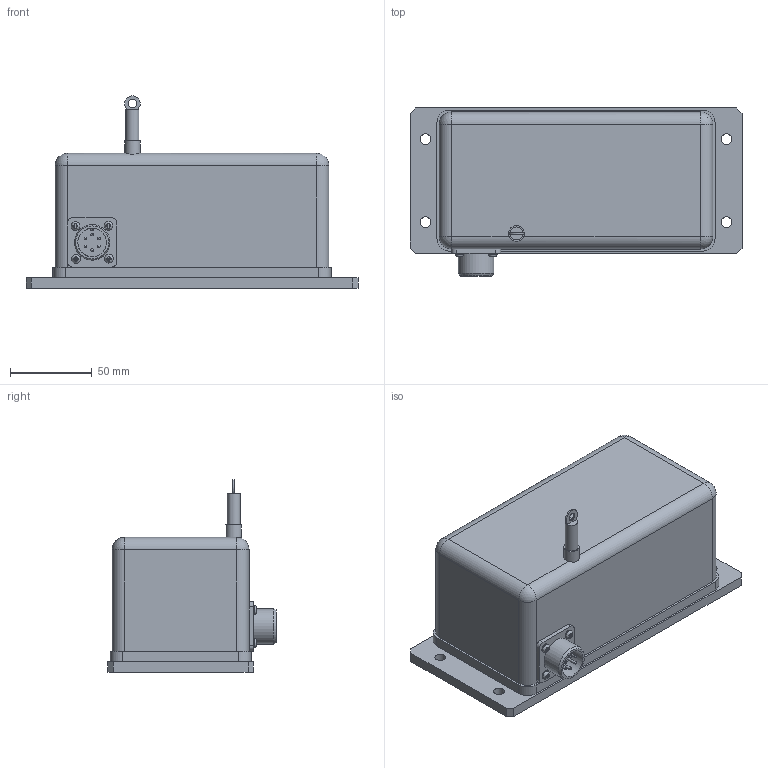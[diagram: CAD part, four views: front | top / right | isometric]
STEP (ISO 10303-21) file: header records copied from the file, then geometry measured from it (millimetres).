
FILE_DESCRIPTION((''),'2;1');
FILE_NAME('STD-VP-80.stp','2015-04-21T13:03:46',('JP'),(''),'Autodesk Inventor 2011','Autodesk Inventor 2011','');
FILE_SCHEMA(('AUTOMOTIVE_DESIGN { 1 0 10303 214 1 1 1 1 }'));
Length unit declared in the file: inch
Products named in the file (1): STD-VP-80
Bounding box: 203.2 x 102.87 x 117.77 mm (x, y, z)
Volume: 1184705.6 mm3; surface area: 79147.8 mm2
Topology: 1 solids, 1 shells, 162 faces, 428 edges, 283 vertices
Faces by surface type: plane 109, cylinder 38, bspline 10, sphere 4, cone 1
Full cylindrical faces by diameter (mm): 1.575 x6, 5.08 x1, 5.385 x4, 6.528 x4, 7.925 x1, 9.525 x1, 17.526 x1, 21.742 x1
Entity records: 5395 total; most frequent: CARTESIAN_POINT 1466, ORIENTED_EDGE 758, DIRECTION 724, EDGE_CURVE 379, VERTEX_POINT 265, AXIS2_PLACEMENT_3D 251, VECTOR 222, LINE 222
